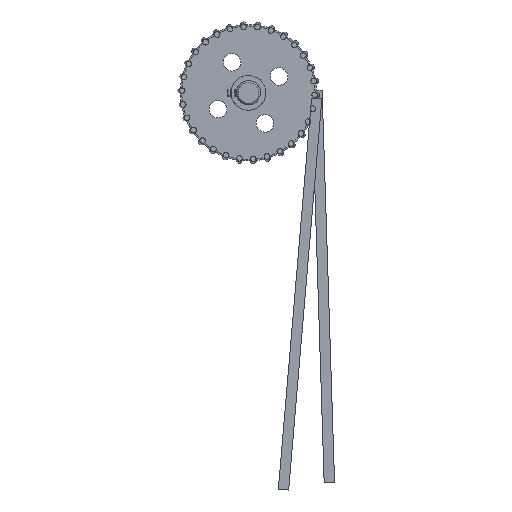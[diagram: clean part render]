
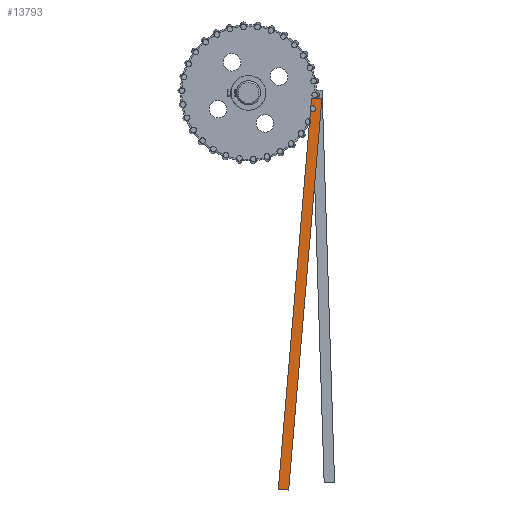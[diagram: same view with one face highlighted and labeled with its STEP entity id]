
A CAD part, left-side view. The second image highlights one B-rep face of the part: STEP entity #13793.
In plain terms, the highlighted planar face has unit normal (-1, 0, 0).
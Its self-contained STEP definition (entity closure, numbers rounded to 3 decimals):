
#13673 = EDGE_CURVE('',#13674,#13676,#13678,.T.);
#13674 = VERTEX_POINT('',#13675);
#13675 = CARTESIAN_POINT('',(-370.207,-291.116,
    41.746));
#13676 = VERTEX_POINT('',#13677);
#13677 = CARTESIAN_POINT('',(-370.207,-195.3,
    -1085.809));
#13678 = LINE('',#13679,#13680);
#13679 = CARTESIAN_POINT('',(-370.207,-291.116,
    41.746));
#13680 = VECTOR('',#13681,1.);
#13681 = DIRECTION('',(0.,0.085,
    -0.996));
#13713 = EDGE_CURVE('',#13676,#13714,#13716,.T.);
#13714 = VERTEX_POINT('',#13715);
#13715 = CARTESIAN_POINT('',(-370.207,-165.407,
    -1083.269));
#13716 = LINE('',#13717,#13718);
#13717 = CARTESIAN_POINT('',(-370.207,-165.407,
    -1083.269));
#13718 = VECTOR('',#13719,1.);
#13719 = DIRECTION('',(0.,0.996,
    0.085));
#13744 = EDGE_CURVE('',#13714,#13745,#13747,.T.);
#13745 = VERTEX_POINT('',#13746);
#13746 = CARTESIAN_POINT('',(-370.207,-261.224,
    44.286));
#13747 = LINE('',#13748,#13749);
#13748 = CARTESIAN_POINT('',(-370.207,-165.407,
    -1083.269));
#13749 = VECTOR('',#13750,1.);
#13750 = DIRECTION('',(0.,-0.085,
    0.996));
#13775 = EDGE_CURVE('',#13745,#13674,#13776,.T.);
#13776 = LINE('',#13777,#13778);
#13777 = CARTESIAN_POINT('',(-370.207,-261.224,
    44.286));
#13778 = VECTOR('',#13779,1.);
#13779 = DIRECTION('',(0.,-0.996,
    -0.085));
#13793 = ADVANCED_FACE('',(#13794),#13800,.T.);
#13794 = FACE_BOUND('',#13795,.T.);
#13795 = EDGE_LOOP('',(#13796,#13797,#13798,#13799));
#13796 = ORIENTED_EDGE('',*,*,#13673,.F.);
#13797 = ORIENTED_EDGE('',*,*,#13775,.F.);
#13798 = ORIENTED_EDGE('',*,*,#13744,.F.);
#13799 = ORIENTED_EDGE('',*,*,#13713,.F.);
#13800 = PLANE('',#13801);
#13801 = AXIS2_PLACEMENT_3D('',#13802,#13803,#13804);
#13802 = CARTESIAN_POINT('',(-370.207,-195.3,
    -1085.809));
#13803 = DIRECTION('',(-1.,0.,0.));
#13804 = DIRECTION('',(0.,0.996,
    0.085));
